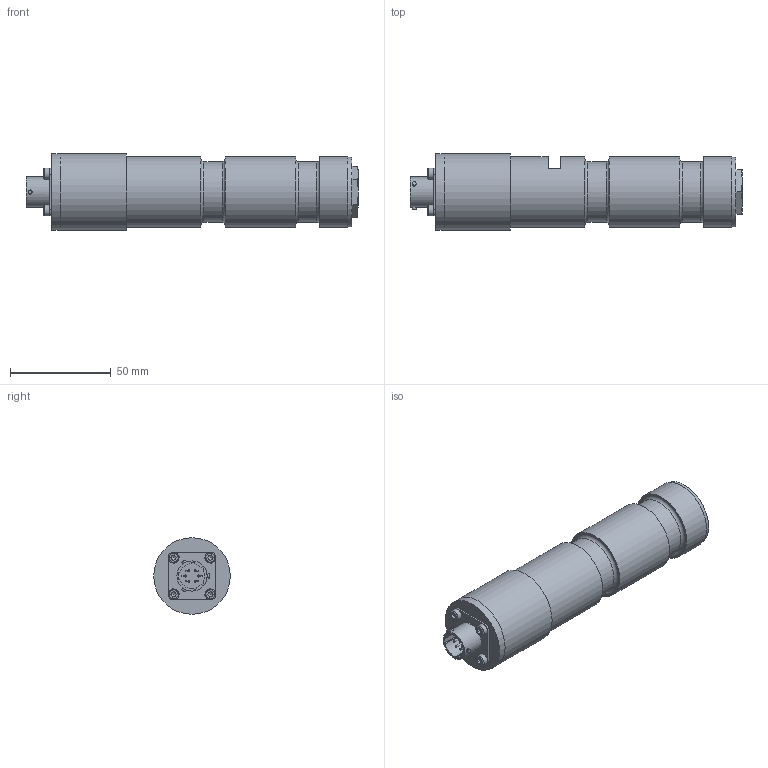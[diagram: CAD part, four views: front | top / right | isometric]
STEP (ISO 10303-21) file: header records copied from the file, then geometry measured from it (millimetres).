
FILE_DESCRIPTION (( 'STEP AP203' ), '1' );
FILE_NAME ('422-214-000-013.STEP', '2014-09-19T14:13:30', ( 'ajoy' ), ( 'Microsoft' ), 'SwSTEP 2.0', 'SolidWorks 2014', '' );
FILE_SCHEMA (( 'CONFIG_CONTROL_DESIGN' ));
Length unit declared in the file: millimetre
Products named in the file (1): 422-214-000-013
Bounding box: 164.9 x 38 x 38 mm (x, y, z)
Surface area: 22083.4 mm2 (no closed solid volume)
Topology: 0 solids, 10 shells, 152 faces, 557 edges, 395 vertices
Faces by surface type: plane 94, cylinder 33, cone 11, torus 8, sphere 6
Full cylindrical faces by diameter (mm): 1 x6, 2 x3, 2.1 x1, 5.5 x4, 10 x1, 15 x1, 30 x2, 35 x3, 38 x2
Entity records: 5816 total; most frequent: CARTESIAN_POINT 1507, DIRECTION 835, ORIENTED_EDGE 740, EDGE_CURVE 479, VERTEX_POINT 366, VECTOR 293, LINE 293, AXIS2_PLACEMENT_3D 271
